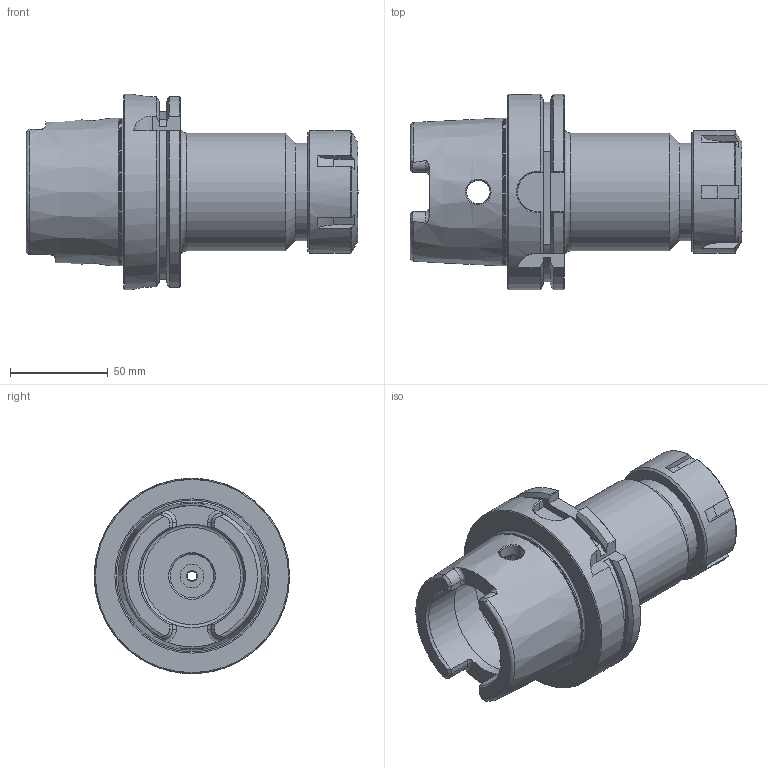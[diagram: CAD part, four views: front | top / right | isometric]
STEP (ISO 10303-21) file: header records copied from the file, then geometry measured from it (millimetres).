
FILE_DESCRIPTION((''),'2;1');
FILE_NAME('H100-40ERF472.stp','2014-08-11T13:49:59',('kaykin'),(''),'Autodesk Inventor 2012','Autodesk Inventor 2012','');
FILE_SCHEMA(('AUTOMOTIVE_DESIGN { 1 0 10303 214 1 1 1 1 }'));
Length unit declared in the file: inch
Products named in the file (4): H100-40ERF472; H100-40ER5-1; 40ERN; BS-10
Assembly tree (3 placements, depth 2):
  H100-40ERF472
    H100-40ER5-1
    40ERN
    BS-10
Bounding box: 170.02 x 100 x 100 mm (x, y, z)
Volume: 436905 mm3; surface area: 85821.9 mm2
Topology: 3 solids, 3 shells, 199 faces, 505 edges, 320 vertices
Faces by surface type: plane 77, cylinder 55, cone 37, torus 19, bspline 11
Full cylindrical faces by diameter (mm): 5.588 x1, 7.112 x1, 10 x1, 12 x3, 22.377 x1, 24.892 x2, 25.016 x1, 26.848 x1, 28.397 x1, 30.988 x1, 31.115 x1, 32.97 x1, 40 x1, 48.5 x1, 50 x1, 52.25 x1, 53 x2, 60.325 x1, 63 x2, 75.364 x1, 100 x1
Entity records: 6697 total; most frequent: CARTESIAN_POINT 2184, ORIENTED_EDGE 872, DIRECTION 845, EDGE_CURVE 436, AXIS2_PLACEMENT_3D 358, VERTEX_POINT 307, EDGE_LOOP 273, FACE_OUTER_BOUND 199
